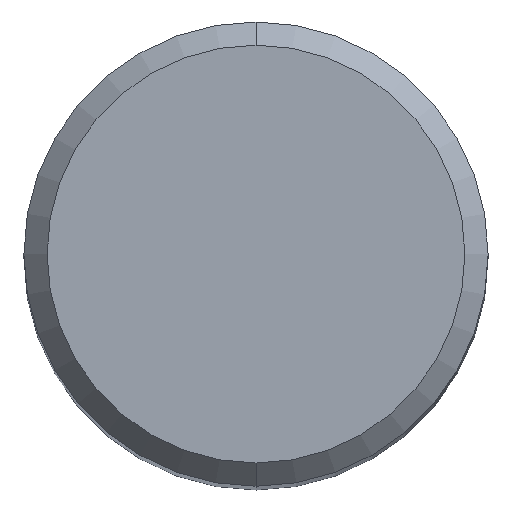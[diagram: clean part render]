
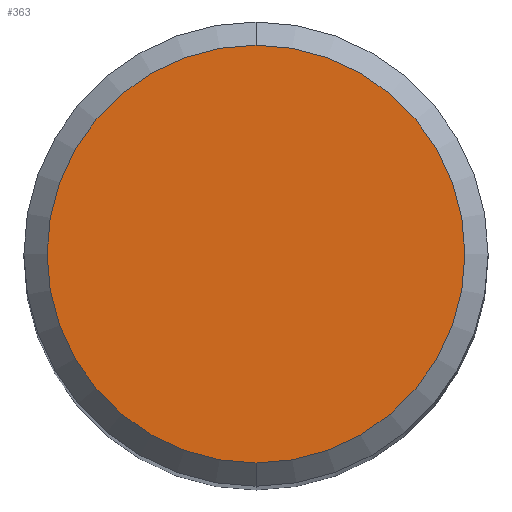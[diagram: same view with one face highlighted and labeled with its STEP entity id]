
A CAD part, top view. The second image highlights one B-rep face of the part: STEP entity #363.
In plain terms, the highlighted planar face has unit normal (0, 0, 1).
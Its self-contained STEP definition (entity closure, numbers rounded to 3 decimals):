
#213=EDGE_CURVE('',#443,#325,#523,.T.);
#325=VERTEX_POINT('',#644);
#339=EDGE_CURVE('',#325,#443,#661,.T.);
#363=ADVANCED_FACE('',(#688),#689,.T.);
#443=VERTEX_POINT('',#779);
#523=CIRCLE('',#870,3.6);
#644=CARTESIAN_POINT('',(0.0,3.6,0.0));
#661=CIRCLE('',#1219,3.6);
#688=FACE_OUTER_BOUND('',#1266,.T.);
#689=PLANE('',#1267);
#779=CARTESIAN_POINT('',(0.,-3.6,0.0));
#870=AXIS2_PLACEMENT_3D('',#1511,#1512,#1513);
#1219=AXIS2_PLACEMENT_3D('',#1656,#1657,#1658);
#1266=EDGE_LOOP('',(#1692,#1693));
#1267=AXIS2_PLACEMENT_3D('',#1694,#1695,#1696);
#1511=CARTESIAN_POINT('',(0.0,0.0,0.0));
#1512=DIRECTION('',(0.0,0.0,-1.0));
#1513=DIRECTION('',(0.0,1.0,0.0));
#1656=CARTESIAN_POINT('',(0.0,0.0,0.0));
#1657=DIRECTION('',(0.0,0.0,-1.0));
#1658=DIRECTION('',(0.0,1.0,0.0));
#1692=ORIENTED_EDGE('',*,*,#339,.F.);
#1693=ORIENTED_EDGE('',*,*,#213,.F.);
#1694=CARTESIAN_POINT('',(0.0,1.8,0.0));
#1695=DIRECTION('',(-0.0,0.0,1.0));
#1696=DIRECTION('',(0.0,-1.0,0.0));
